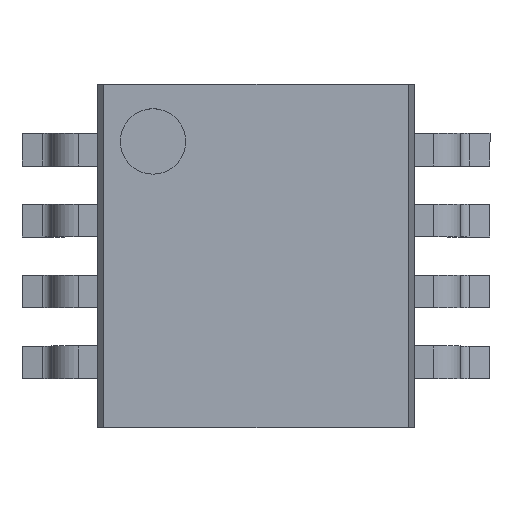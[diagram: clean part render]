
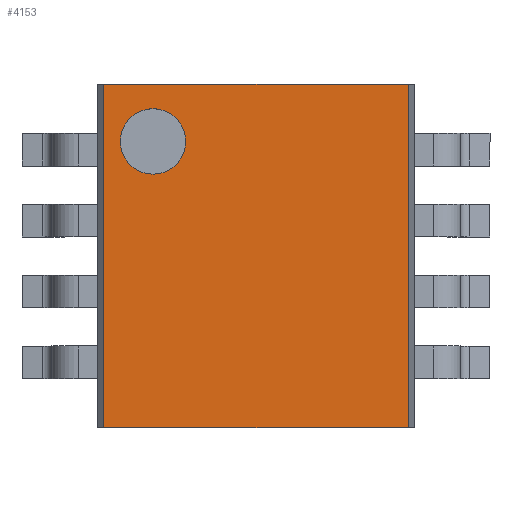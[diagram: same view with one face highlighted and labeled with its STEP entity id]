
A CAD part, top view. The second image highlights one B-rep face of the part: STEP entity #4153.
In plain terms, the highlighted planar face has unit normal (0, 0, 1).
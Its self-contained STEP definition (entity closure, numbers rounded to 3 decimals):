
#3799=CARTESIAN_POINT('',(-1.244,1.05,1.1));
#3800=VERTEX_POINT('',#3799);
#3809=CARTESIAN_POINT('',(-0.644,1.05,1.1));
#3810=VERTEX_POINT('',#3809);
#3811=CARTESIAN_POINT('',(-0.944,1.05,1.1));
#3812=DIRECTION('',(0.0,0.0,-1.0));
#3813=DIRECTION('',(-1.0,0.0,0.0));
#3814=AXIS2_PLACEMENT_3D('',#3811,#3812,#3813);
#3815=CIRCLE('',#3814,0.3);
#3816=EDGE_CURVE('',#3810,#3800,#3815,.T.);
#3843=CARTESIAN_POINT('',(1.394,1.575,1.1));
#3844=VERTEX_POINT('',#3843);
#3851=CARTESIAN_POINT('',(1.394,-1.575,1.1));
#3852=VERTEX_POINT('',#3851);
#3853=CARTESIAN_POINT('',(1.394,-1.575,1.1));
#3854=DIRECTION('',(0.0,1.0,0.0));
#3855=VECTOR('',#3854,3.15);
#3856=LINE('',#3853,#3855);
#3857=EDGE_CURVE('',#3852,#3844,#3856,.T.);
#3914=CARTESIAN_POINT('',(-1.394,-1.575,1.1));
#3915=VERTEX_POINT('',#3914);
#3916=CARTESIAN_POINT('',(-1.394,-1.575,1.1));
#3917=DIRECTION('',(1.0,0.0,0.0));
#3918=VECTOR('',#3917,2.789);
#3919=LINE('',#3916,#3918);
#3920=EDGE_CURVE('',#3915,#3852,#3919,.T.);
#3944=CARTESIAN_POINT('',(-1.394,1.575,1.1));
#3945=VERTEX_POINT('',#3944);
#3961=CARTESIAN_POINT('',(-1.394,1.575,1.1));
#3962=DIRECTION('',(0.0,-1.0,0.0));
#3963=VECTOR('',#3962,3.15);
#3964=LINE('',#3961,#3963);
#3965=EDGE_CURVE('',#3915,#3945,#3964,.F.);
#4000=CARTESIAN_POINT('',(1.394,1.575,1.1));
#4001=DIRECTION('',(-1.0,0.0,0.0));
#4002=VECTOR('',#4001,2.789);
#4003=LINE('',#4000,#4002);
#4004=EDGE_CURVE('',#3844,#3945,#4003,.T.);
#4118=CARTESIAN_POINT('',(-0.944,1.05,1.1));
#4119=DIRECTION('',(0.0,0.0,-1.0));
#4120=DIRECTION('',(-1.0,0.0,0.0));
#4121=AXIS2_PLACEMENT_3D('',#4118,#4119,#4120);
#4122=CIRCLE('',#4121,0.3);
#4123=EDGE_CURVE('',#3800,#3810,#4122,.T.);
#4138=CARTESIAN_POINT('',(1.444,-1.55,1.1));
#4139=DIRECTION('',(0.0,0.0,1.0));
#4140=DIRECTION('',(1.0,0.0,0.0));
#4141=AXIS2_PLACEMENT_3D('',#4138,#4139,#4140);
#4142=PLANE('',#4141);
#4143=ORIENTED_EDGE('',*,*,#4004,.T.);
#4144=ORIENTED_EDGE('',*,*,#3965,.F.);
#4145=ORIENTED_EDGE('',*,*,#3920,.T.);
#4146=ORIENTED_EDGE('',*,*,#3857,.T.);
#4147=EDGE_LOOP('',(#4143,#4144,#4145,#4146));
#4148=FACE_OUTER_BOUND('',#4147,.T.);
#4149=ORIENTED_EDGE('',*,*,#4123,.T.);
#4150=ORIENTED_EDGE('',*,*,#3816,.T.);
#4151=EDGE_LOOP('',(#4149,#4150));
#4152=FACE_BOUND('',#4151,.T.);
#4153=ADVANCED_FACE('',(#4148,#4152),#4142,.T.);
